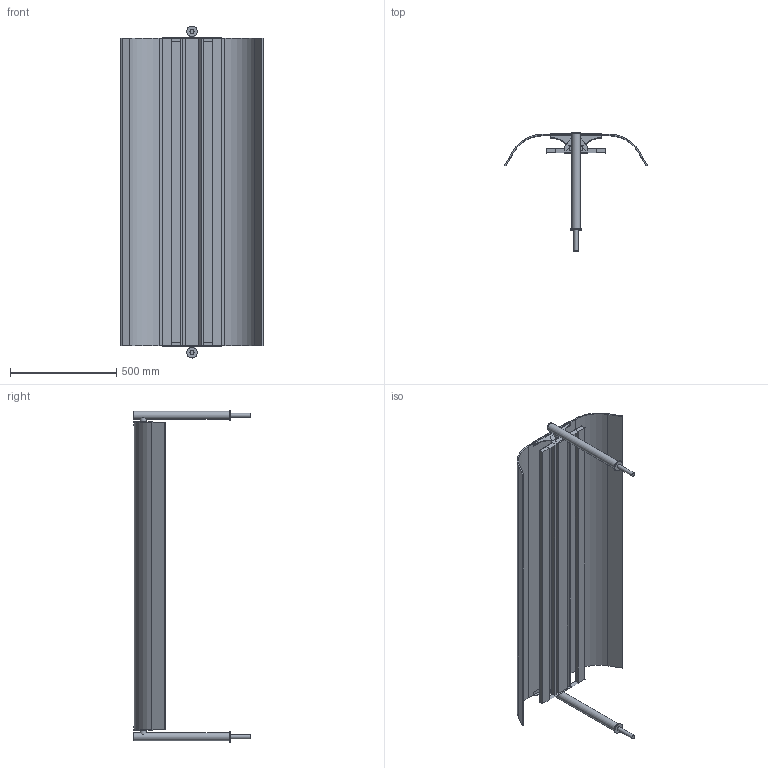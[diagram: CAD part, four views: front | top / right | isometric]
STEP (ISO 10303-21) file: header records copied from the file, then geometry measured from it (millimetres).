
FILE_DESCRIPTION (( 'STEP AP214' ), '1' );
FILE_NAME ('EU535023_WB HS 41-45D.STEP', '2022-05-09T08:58:40', ( '' ), ( '' ), 'SwSTEP 2.0', 'SolidWorks 2017', '' );
FILE_SCHEMA (( 'AUTOMOTIVE_DESIGN' ));
Length unit declared in the file: millimetre
Products named in the file (1): EU535023_WB HS 41-45D
Bounding box: 667.96 x 554 x 1560 mm (x, y, z)
Volume: 16990855.2 mm3; surface area: 3707457.8 mm2
Topology: 21 solids, 21 shells, 164 faces, 364 edges, 242 vertices
Faces by surface type: plane 126, cylinder 36, cone 2
Full cylindrical faces by diameter (mm): 19 x4, 28 x2, 38 x4, 50 x2
Entity records: 4782 total; most frequent: CARTESIAN_POINT 757, DIRECTION 754, ORIENTED_EDGE 700, EDGE_CURVE 350, LINE 276, VECTOR 276, VERTEX_POINT 242, AXIS2_PLACEMENT_3D 239
